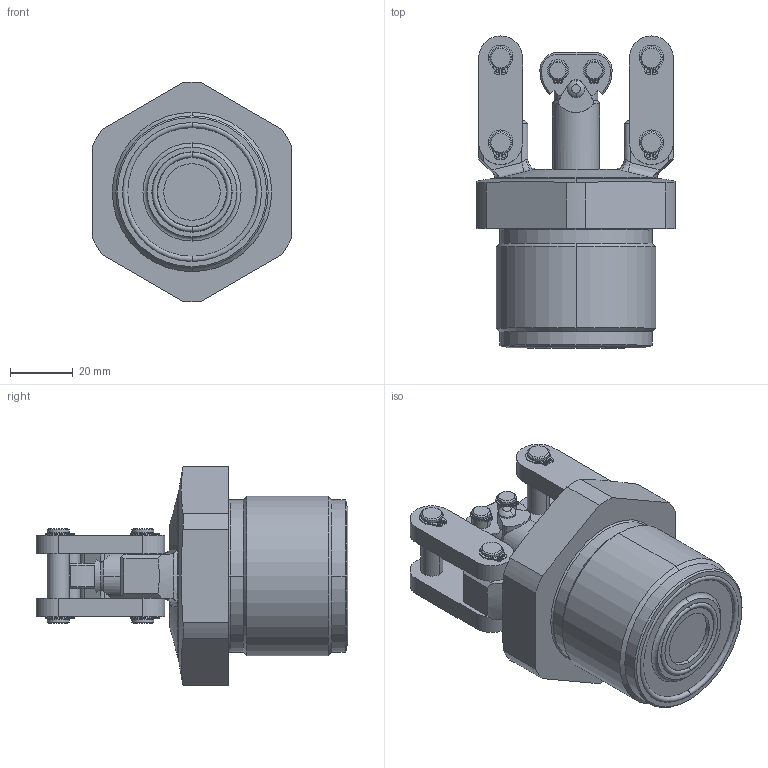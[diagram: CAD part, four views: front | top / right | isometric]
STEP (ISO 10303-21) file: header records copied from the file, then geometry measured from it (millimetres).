
FILE_DESCRIPTION((''),'2;1');
FILE_NAME('ILC16421820','2020-07-09T',('athomsen'),(''),'PRO/ENGINEER BY PARAMETRIC TECHNOLOGY CORPORATION, 2013320','PRO/ENGINEER BY PARAMETRIC TECHNOLOGY CORPORATION, 2013320','');
FILE_SCHEMA(('AUTOMOTIVE_DESIGN { 1 0 10303 214 1 1 1 1 }'));
Length unit declared in the file: inch
Products named in the file (3): ILC164218_0_BODY; ILC16321820_LUG; ILC16421820
Assembly tree (2 placements, depth 2):
  ILC16421820
    ILC164218_0_BODY
    ILC16321820_LUG
Bounding box: 63.25 x 99.35 x 69.85 mm (x, y, z)
Volume: 160015.7 mm3; surface area: 36232.9 mm2
Topology: 4 solids, 6 shells, 522 faces, 1322 edges, 846 vertices
Faces by surface type: cylinder 257, plane 179, cone 52, torus 20, bspline 8, sphere 6
Entity records: 21008 total; most frequent: CARTESIAN_POINT 3750, DIRECTION 2938, ORIENTED_EDGE 2644, PRESENTATION_STYLE_ASSIGNMENT 1326, STYLED_ITEM 1326, CURVE_STYLE 1322, EDGE_CURVE 1322, AXIS2_PLACEMENT_3D 1177
